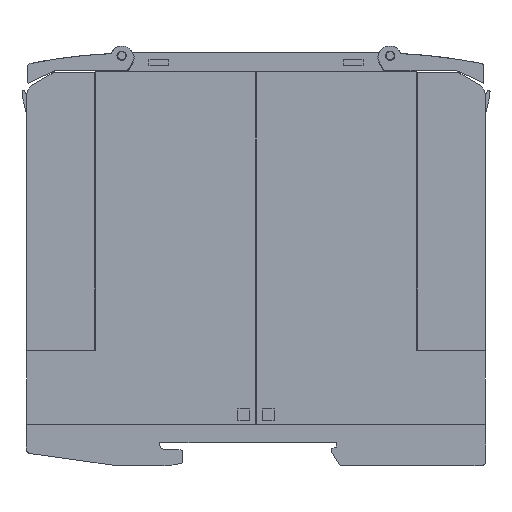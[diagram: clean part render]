
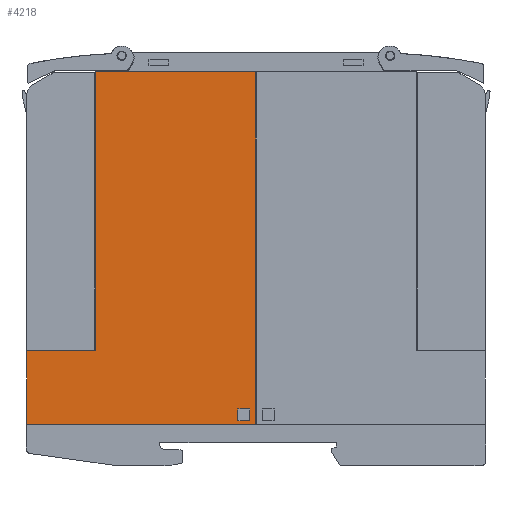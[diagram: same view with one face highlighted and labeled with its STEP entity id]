
A CAD part, left-side view. The second image highlights one B-rep face of the part: STEP entity #4218.
In plain terms, the highlighted planar face has unit normal (-1, 0, 0).
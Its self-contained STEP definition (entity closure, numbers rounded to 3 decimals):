
#4218=ADVANCED_FACE('',(#8581,#8582),#8583,.T.);
#8581=FACE_OUTER_BOUND('',#12978,.T.);
#8582=FACE_BOUND('',#12979,.T.);
#8583=PLANE('',#12980);
#12978=EDGE_LOOP('',(#26348,#26349,#26350,#26351,#26352,#26353));
#12979=EDGE_LOOP('',(#26354,#26355,#26356,#26357));
#12980=AXIS2_PLACEMENT_3D('',#26358,#26359,#26360);
#26348=ORIENTED_EDGE('',*,*,#28288,.T.);
#26349=ORIENTED_EDGE('',*,*,#31976,.F.);
#26350=ORIENTED_EDGE('',*,*,#31963,.T.);
#26351=ORIENTED_EDGE('',*,*,#31869,.T.);
#26352=ORIENTED_EDGE('',*,*,#31980,.T.);
#26353=ORIENTED_EDGE('',*,*,#28301,.T.);
#26354=ORIENTED_EDGE('',*,*,#31968,.T.);
#26355=ORIENTED_EDGE('',*,*,#31949,.T.);
#26356=ORIENTED_EDGE('',*,*,#31957,.T.);
#26357=ORIENTED_EDGE('',*,*,#31972,.T.);
#26358=CARTESIAN_POINT('',(0.05,75.949,9.001));
#26359=DIRECTION('',(-1.0,0.0,0.0));
#26360=DIRECTION('',(0.0,1.0,0.0));
#28288=EDGE_CURVE('',#34478,#34475,#34479,.T.);
#28301=EDGE_CURVE('',#34502,#34478,#34503,.T.);
#31869=EDGE_CURVE('',#39783,#39781,#39784,.T.);
#31949=EDGE_CURVE('',#39904,#39902,#39905,.T.);
#31957=EDGE_CURVE('',#39902,#39913,#39915,.T.);
#31963=EDGE_CURVE('',#39924,#39783,#39925,.T.);
#31968=EDGE_CURVE('',#39932,#39904,#39933,.T.);
#31972=EDGE_CURVE('',#39913,#39932,#39937,.T.);
#31976=EDGE_CURVE('',#39924,#34475,#39941,.T.);
#31980=EDGE_CURVE('',#39781,#34502,#39945,.T.);
#34475=VERTEX_POINT('',#43928);
#34478=VERTEX_POINT('',#43932);
#34479=LINE('',#43933,#43934);
#34502=VERTEX_POINT('',#43968);
#34503=LINE('',#43969,#43970);
#39781=VERTEX_POINT('',#51945);
#39783=VERTEX_POINT('',#51948);
#39784=LINE('',#51949,#51950);
#39902=VERTEX_POINT('',#52125);
#39904=VERTEX_POINT('',#52128);
#39905=LINE('',#52129,#52130);
#39913=VERTEX_POINT('',#52142);
#39915=LINE('',#52145,#52146);
#39924=VERTEX_POINT('',#52159);
#39925=LINE('',#52160,#52161);
#39932=VERTEX_POINT('',#52171);
#39933=LINE('',#52172,#52173);
#39937=LINE('',#52179,#52180);
#39941=LINE('',#52185,#52186);
#39945=LINE('',#52191,#52192);
#43928=CARTESIAN_POINT('',(0.05,100.899,25.101));
#43932=CARTESIAN_POINT('',(0.05,85.799,25.101));
#43933=CARTESIAN_POINT('',(0.05,84.674,25.101));
#43934=VECTOR('',#54011,1.0);
#43968=CARTESIAN_POINT('',(0.05,85.799,85.801));
#43969=CARTESIAN_POINT('',(0.05,85.799,32.226));
#43970=VECTOR('',#54023,1.0);
#51945=CARTESIAN_POINT('',(0.05,50.999,85.801));
#51948=CARTESIAN_POINT('',(0.05,50.999,9.001));
#51949=CARTESIAN_POINT('',(0.05,50.999,9.001));
#51950=VECTOR('',#57378,1.0);
#52125=CARTESIAN_POINT('',(0.05,54.899,9.801));
#52128=CARTESIAN_POINT('',(0.05,52.299,9.801));
#52129=CARTESIAN_POINT('',(0.05,64.774,9.801));
#52130=VECTOR('',#57437,1.0);
#52142=CARTESIAN_POINT('',(0.05,54.899,12.401));
#52145=CARTESIAN_POINT('',(0.05,54.899,10.051));
#52146=VECTOR('',#57443,1.0);
#52159=CARTESIAN_POINT('',(0.05,100.899,9.001));
#52160=CARTESIAN_POINT('',(0.05,100.899,9.001));
#52161=VECTOR('',#57448,1.0);
#52171=CARTESIAN_POINT('',(0.05,52.299,12.401));
#52172=CARTESIAN_POINT('',(0.05,52.299,10.051));
#52173=VECTOR('',#57452,1.0);
#52179=CARTESIAN_POINT('',(0.05,64.774,12.401));
#52180=VECTOR('',#57455,1.0);
#52185=CARTESIAN_POINT('',(0.05,100.899,9.001));
#52186=VECTOR('',#57457,1.0);
#52191=CARTESIAN_POINT('',(0.05,100.899,85.801));
#52192=VECTOR('',#57459,1.0);
#54011=DIRECTION('',(0.0,1.0,0.0));
#54023=DIRECTION('',(0.0,0.0,-1.0));
#57378=DIRECTION('',(0.0,0.0,1.0));
#57437=DIRECTION('',(0.0,1.0,0.0));
#57443=DIRECTION('',(0.0,0.0,1.0));
#57448=DIRECTION('',(0.0,-1.0,0.0));
#57452=DIRECTION('',(0.0,0.0,-1.0));
#57455=DIRECTION('',(0.0,-1.0,0.0));
#57457=DIRECTION('',(0.0,0.0,1.0));
#57459=DIRECTION('',(0.0,1.0,0.0));
